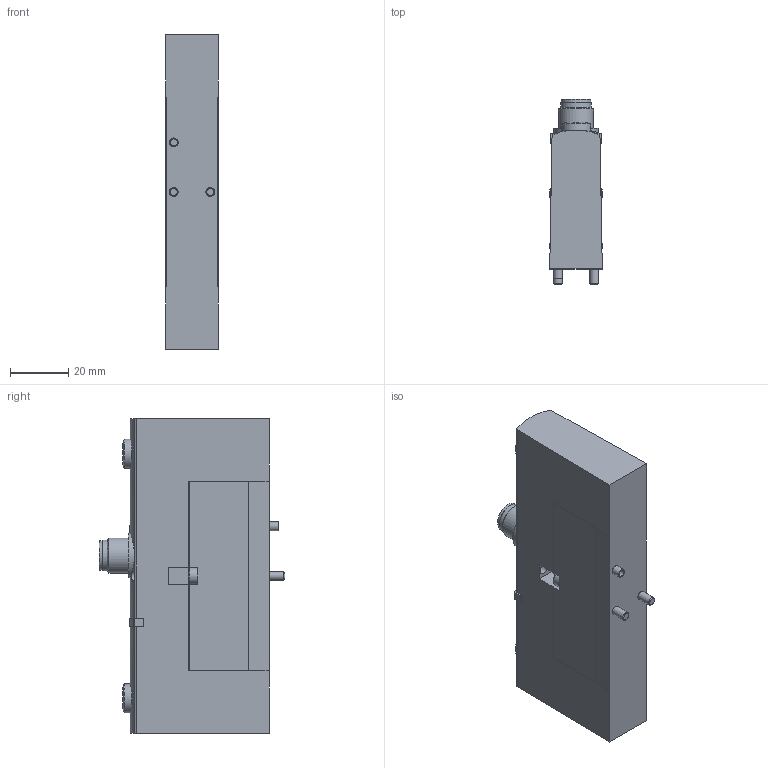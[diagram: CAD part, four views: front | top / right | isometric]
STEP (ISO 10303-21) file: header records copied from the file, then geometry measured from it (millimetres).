
FILE_DESCRIPTION(/* description */ ('STEP AP214'),/* implementation_level */ '2;1');
FILE_NAME(/* name */ '546776_VSVA-B-T32H-AZH-A2-1R5L',/* time_stamp */ '2024-09-17T10:25:12+02:00',/* author */ ('License CC BY-ND 4.0'),/* organization */ ('CADENAS'),/* preprocessor_version */ 'ST-DEVELOPER v19.3',/* originating_system */ 'PARTsolutions',/* authorisation */ ' ');
FILE_SCHEMA (('AUTOMOTIVE_DESIGN {1 0 10303 214 3 1 1}'));
Length unit declared in the file: millimetre
Products named in the file (1): 546776 VSVA-B-T32H-AZH-A2-1R5L
Bounding box: 18 x 63.6 x 107.8 mm (x, y, z)
Volume: 87472.4 mm3; surface area: 17176.2 mm2
Topology: 1 solids, 1 shells, 132 faces, 325 edges, 210 vertices
Faces by surface type: plane 85, cylinder 36, torus 7, cone 4
Full cylindrical faces by diameter (mm): 1 x3, 2.4 x1, 3 x3, 3.5 x2, 5.5 x2, 8.35 x1, 9.4 x1, 10 x2, 10.5 x1, 12 x1, 15.2 x1
Entity records: 4684 total; most frequent: CARTESIAN_POINT 695, DIRECTION 638, ORIENTED_EDGE 578, EDGE_CURVE 289, AXIS2_PLACEMENT_3D 223, VERTEX_POINT 203, LINE 192, VECTOR 192
